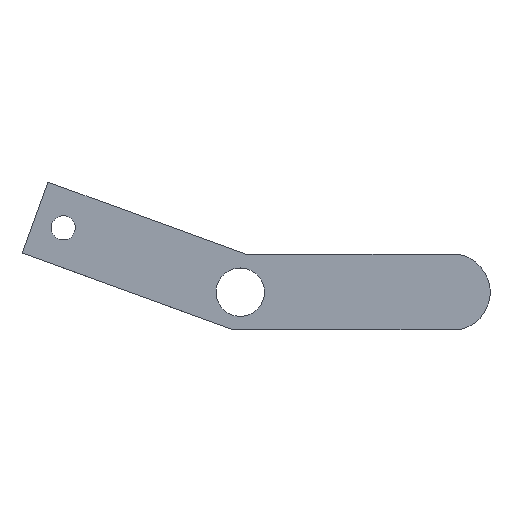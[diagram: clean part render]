
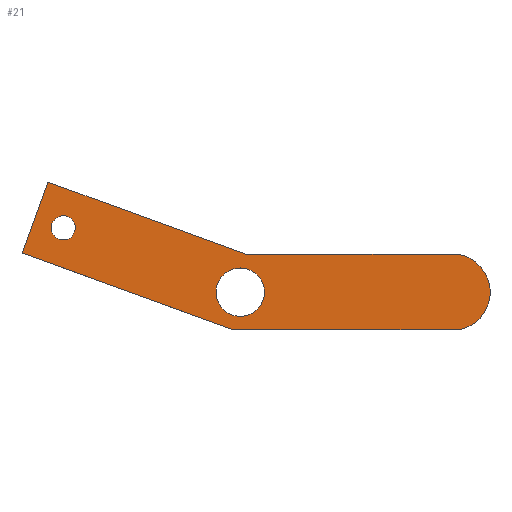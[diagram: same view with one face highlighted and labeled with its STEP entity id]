
A CAD part, top view. The second image highlights one B-rep face of the part: STEP entity #21.
In plain terms, the highlighted planar face has unit normal (0, 0, 1).
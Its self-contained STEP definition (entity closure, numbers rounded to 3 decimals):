
#1 = CARTESIAN_POINT ( 'NONE',  ( -2.126, 12.5, 5. ) ) ;
#5 = CIRCLE ( 'NONE', #186, 4. ) ;
#6 = ORIENTED_EDGE ( 'NONE', *, *, #228, .T. ) ;
#9 = EDGE_CURVE ( 'NONE', #281, #299, #275, .T. ) ;
#11 = VERTEX_POINT ( 'NONE', #295 ) ;
#16 = FACE_BOUND ( 'NONE', #241, .T. ) ;
#18 = DIRECTION ( 'NONE',  ( 0., 0., 1. ) ) ;
#20 = LINE ( 'NONE', #314, #181 ) ;
#21 = ADVANCED_FACE ( 'NONE', ( #99, #192, #16 ), #392, .T. ) ;
#30 = DIRECTION ( 'NONE',  ( -0.342, -0.94, 0. ) ) ;
#33 = ORIENTED_EDGE ( 'NONE', *, *, #178, .F. ) ;
#35 = ORIENTED_EDGE ( 'NONE', *, *, #231, .F. ) ;
#40 = ORIENTED_EDGE ( 'NONE', *, *, #9, .T. ) ;
#41 = VERTEX_POINT ( 'NONE', #166 ) ;
#43 = DIRECTION ( 'NONE',  ( 1., 0., 0. ) ) ;
#46 = CARTESIAN_POINT ( 'NONE',  ( -135.778, 48.941, 5. ) ) ;
#51 = VECTOR ( 'NONE', #30, 1000. ) ;
#57 = ORIENTED_EDGE ( 'NONE', *, *, #182, .F. ) ;
#68 = CARTESIAN_POINT ( 'NONE',  ( -2.126, 12.5, 5. ) ) ;
#70 = VERTEX_POINT ( 'NONE', #173 ) ;
#75 = CARTESIAN_POINT ( 'NONE',  ( -4.251, 0., 5. ) ) ;
#92 = DIRECTION ( 'NONE',  ( 0.94, -0.342, 0. ) ) ;
#93 = VECTOR ( 'NONE', #301, 1000. ) ;
#95 = VERTEX_POINT ( 'NONE', #116 ) ;
#99 = FACE_BOUND ( 'NONE', #101, .T. ) ;
#101 = EDGE_LOOP ( 'NONE', ( #57, #331 ) ) ;
#104 = DIRECTION ( 'NONE',  ( 0., 0., 1. ) ) ;
#106 = DIRECTION ( 'NONE',  ( 1., 0., 0. ) ) ;
#108 = EDGE_LOOP ( 'NONE', ( #214, #401, #352, #6, #362, #40 ) ) ;
#116 = CARTESIAN_POINT ( 'NONE',  ( -80.126, 12.5, 5. ) ) ;
#123 = EDGE_CURVE ( 'NONE', #284, #41, #382, .T. ) ;
#126 = EDGE_CURVE ( 'NONE', #299, #70, #140, .T. ) ;
#127 = LINE ( 'NONE', #378, #51 ) ;
#134 = CARTESIAN_POINT ( 'NONE',  ( -144.329, 25.449, 5. ) ) ;
#135 = CARTESIAN_POINT ( 'NONE',  ( -135.778, 48.941, 5. ) ) ;
#140 = CIRCLE ( 'NONE', #152, 12.679 ) ;
#146 = CARTESIAN_POINT ( 'NONE',  ( 0., 0., 5. ) ) ;
#152 = AXIS2_PLACEMENT_3D ( 'NONE', #1, #274, #258 ) ;
#166 = CARTESIAN_POINT ( 'NONE',  ( -134.657, 33.775, 5. ) ) ;
#170 = CARTESIAN_POINT ( 'NONE',  ( -70., 25., 5. ) ) ;
#173 = CARTESIAN_POINT ( 'NONE',  ( 0., 25., 5. ) ) ;
#177 = CARTESIAN_POINT ( 'NONE',  ( -130.657, 33.775, 5. ) ) ;
#178 = EDGE_CURVE ( 'NONE', #95, #11, #197, .T. ) ;
#180 = DIRECTION ( 'NONE',  ( 0., 0., 1. ) ) ;
#181 = VECTOR ( 'NONE', #92, 1000. ) ;
#182 = EDGE_CURVE ( 'NONE', #41, #284, #5, .T. ) ;
#184 = VERTEX_POINT ( 'NONE', #134 ) ;
#186 = AXIS2_PLACEMENT_3D ( 'NONE', #177, #104, #389 ) ;
#192 = FACE_OUTER_BOUND ( 'NONE', #108, .T. ) ;
#194 = LINE ( 'NONE', #46, #93 ) ;
#196 = CARTESIAN_POINT ( 'NONE',  ( -72.126, 12.5, 5. ) ) ;
#197 = CIRCLE ( 'NONE', #350, 8. ) ;
#204 = AXIS2_PLACEMENT_3D ( 'NONE', #364, #297, #106 ) ;
#214 = ORIENTED_EDGE ( 'NONE', *, *, #126, .T. ) ;
#227 = DIRECTION ( 'NONE',  ( 0., 0., 1. ) ) ;
#228 = EDGE_CURVE ( 'NONE', #384, #184, #127, .T. ) ;
#231 = EDGE_CURVE ( 'NONE', #11, #95, #278, .T. ) ;
#241 = EDGE_LOOP ( 'NONE', ( #33, #35 ) ) ;
#244 = EDGE_CURVE ( 'NONE', #184, #281, #20, .T. ) ;
#248 = AXIS2_PLACEMENT_3D ( 'NONE', #68, #180, #402 ) ;
#258 = DIRECTION ( 'NONE',  ( 1., 0., 0. ) ) ;
#272 = DIRECTION ( 'NONE',  ( -1., 0., 0. ) ) ;
#274 = DIRECTION ( 'NONE',  ( 0., 0., 1. ) ) ;
#275 = LINE ( 'NONE', #75, #289 ) ;
#278 = CIRCLE ( 'NONE', #280, 8. ) ;
#280 = AXIS2_PLACEMENT_3D ( 'NONE', #196, #227, #415 ) ;
#281 = VERTEX_POINT ( 'NONE', #341 ) ;
#284 = VERTEX_POINT ( 'NONE', #410 ) ;
#289 = VECTOR ( 'NONE', #43, 1000. ) ;
#290 = VECTOR ( 'NONE', #272, 1000. ) ;
#295 = CARTESIAN_POINT ( 'NONE',  ( -64.126, 12.5, 5. ) ) ;
#297 = DIRECTION ( 'NONE',  ( 0., 0., 1. ) ) ;
#299 = VERTEX_POINT ( 'NONE', #146 ) ;
#301 = DIRECTION ( 'NONE',  ( -0.94, 0.342, 0. ) ) ;
#314 = CARTESIAN_POINT ( 'NONE',  ( -74.408, 0., 5. ) ) ;
#322 = LINE ( 'NONE', #170, #290 ) ;
#331 = ORIENTED_EDGE ( 'NONE', *, *, #123, .F. ) ;
#333 = CARTESIAN_POINT ( 'NONE',  ( -70., 25., 5. ) ) ;
#334 = CARTESIAN_POINT ( 'NONE',  ( -72.126, 12.5, 5. ) ) ;
#341 = CARTESIAN_POINT ( 'NONE',  ( -74.408, 0., 5. ) ) ;
#350 = AXIS2_PLACEMENT_3D ( 'NONE', #334, #18, #367 ) ;
#352 = ORIENTED_EDGE ( 'NONE', *, *, #377, .T. ) ;
#362 = ORIENTED_EDGE ( 'NONE', *, *, #244, .T. ) ;
#364 = CARTESIAN_POINT ( 'NONE',  ( -130.657, 33.775, 5. ) ) ;
#367 = DIRECTION ( 'NONE',  ( 1., 0., 0. ) ) ;
#377 = EDGE_CURVE ( 'NONE', #400, #384, #194, .T. ) ;
#378 = CARTESIAN_POINT ( 'NONE',  ( -144.329, 25.449, 5. ) ) ;
#382 = CIRCLE ( 'NONE', #204, 4. ) ;
#384 = VERTEX_POINT ( 'NONE', #135 ) ;
#389 = DIRECTION ( 'NONE',  ( 1., 0., 0. ) ) ;
#392 = PLANE ( 'NONE',  #248 ) ;
#400 = VERTEX_POINT ( 'NONE', #333 ) ;
#401 = ORIENTED_EDGE ( 'NONE', *, *, #418, .T. ) ;
#402 = DIRECTION ( 'NONE',  ( 1., 0., 0. ) ) ;
#410 = CARTESIAN_POINT ( 'NONE',  ( -126.657, 33.775, 5. ) ) ;
#415 = DIRECTION ( 'NONE',  ( 1., 0., 0. ) ) ;
#418 = EDGE_CURVE ( 'NONE', #70, #400, #322, .T. ) ;
